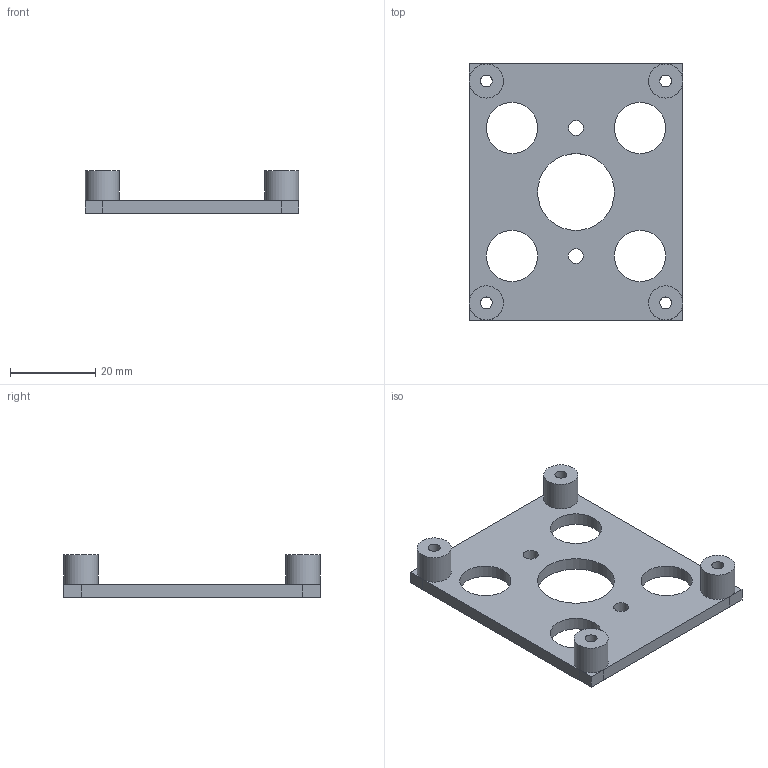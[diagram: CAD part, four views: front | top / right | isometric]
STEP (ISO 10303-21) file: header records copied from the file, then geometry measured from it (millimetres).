
FILE_DESCRIPTION(/* description */ (''),/* implementation_level */ '2;1');
FILE_NAME(/* name */ 'Mosfet Mount.step',/* time_stamp */ '2020-06-08T20:55:45-05:00',/* author */ (''),/* organization */ (''),/* preprocessor_version */ 'ST-DEVELOPER v18.1',/* originating_system */ 'Autodesk Translation Framework v9.3.0.1241',/* authorisation */ '');
FILE_SCHEMA (('AUTOMOTIVE_DESIGN { 1 0 10303 214 3 1 1 }'));
Length unit declared in the file: millimetre
Products named in the file (1): Mosfet Mount
Bounding box: 50 x 60 x 10 mm (x, y, z)
Volume: 7982.8 mm3; surface area: 7505.3 mm2
Topology: 9 solids, 9 shells, 53 faces, 105 edges, 70 vertices
Faces by surface type: plane 30, cylinder 23
Full cylindrical faces by diameter (mm): 2.8 x4, 3.5 x2, 8 x4, 12 x4, 18 x1
Entity records: 1454 total; most frequent: DIRECTION 259, CARTESIAN_POINT 229, ORIENTED_EDGE 210, EDGE_CURVE 105, AXIS2_PLACEMENT_3D 100, EDGE_LOOP 75, VERTEX_POINT 70, LINE 59
